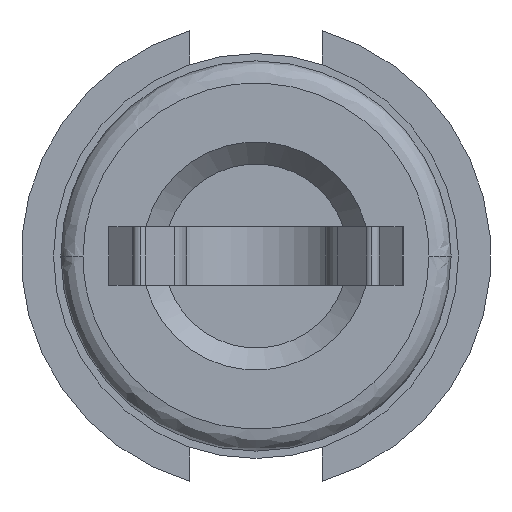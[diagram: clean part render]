
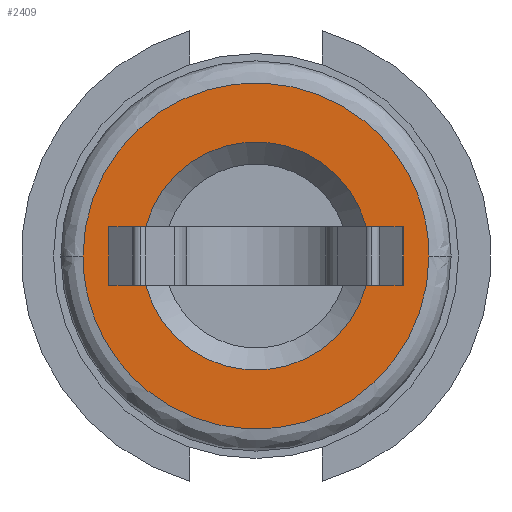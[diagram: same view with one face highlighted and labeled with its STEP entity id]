
A CAD part, left-side view. The second image highlights one B-rep face of the part: STEP entity #2409.
In plain terms, the highlighted planar face has unit normal (-1, 0, 0).
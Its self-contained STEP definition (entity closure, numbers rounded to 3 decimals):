
#11 = LINE ( 'NONE', #1151, #602 ) ;
#61 = VECTOR ( 'NONE', #922, 1000. ) ;
#75 = DIRECTION ( 'NONE',  ( -1., 0., 0. ) ) ;
#164 = CARTESIAN_POINT ( 'NONE',  ( 0., 2.35, 4.7 ) ) ;
#181 = CARTESIAN_POINT ( 'NONE',  ( 0., 2.35, 0. ) ) ;
#191 = CARTESIAN_POINT ( 'NONE',  ( 0., -2.35, 0. ) ) ;
#212 = ORIENTED_EDGE ( 'NONE', *, *, #3267, .F. ) ;
#228 = CARTESIAN_POINT ( 'NONE',  ( 0., 2., 0.4 ) ) ;
#257 = EDGE_CURVE ( 'NONE', #3169, #2716, #642, .T. ) ;
#267 = DIRECTION ( 'NONE',  ( 1., 0., 0. ) ) ;
#298 = CARTESIAN_POINT ( 'NONE',  ( 0., 0., 0. ) ) ;
#332 = AXIS2_PLACEMENT_3D ( 'NONE', #2197, #2699, #886 ) ;
#344 = CIRCLE ( 'NONE', #332, 1.55 ) ;
#364 = EDGE_CURVE ( 'NONE', #3000, #3118, #11, .T. ) ;
#379 = ORIENTED_EDGE ( 'NONE', *, *, #257, .F. ) ;
#438 = CARTESIAN_POINT ( 'NONE',  ( 0., 2.35, 0. ) ) ;
#495 = LINE ( 'NONE', #699, #736 ) ;
#530 = EDGE_CURVE ( 'NONE', #1981, #610, #2967, .T. ) ;
#602 = VECTOR ( 'NONE', #2662, 1000. ) ;
#610 = VERTEX_POINT ( 'NONE', #751 ) ;
#642 = LINE ( 'NONE', #2375, #3337 ) ;
#659 = CARTESIAN_POINT ( 'NONE',  ( 0., -2.35, -4.7 ) ) ;
#699 = CARTESIAN_POINT ( 'NONE',  ( 0., 2., 0.4 ) ) ;
#709 = AXIS2_PLACEMENT_3D ( 'NONE', #1643, #75, #1616 ) ;
#718 = AXIS2_PLACEMENT_3D ( 'NONE', #298, #267, #3145 ) ;
#736 = VECTOR ( 'NONE', #2490, 1000. ) ;
#741 = ORIENTED_EDGE ( 'NONE', *, *, #2065, .F. ) ;
#751 = CARTESIAN_POINT ( 'NONE',  ( 0., -2., 0.4 ) ) ;
#825 = CARTESIAN_POINT ( 'NONE',  ( 0., 1.497, 0.4 ) ) ;
#843 = CARTESIAN_POINT ( 'NONE',  ( 0., 2., -0.4 ) ) ;
#886 = DIRECTION ( 'NONE',  ( 0., -1., 0. ) ) ;
#897 = CARTESIAN_POINT ( 'NONE',  ( 0., -2., 0. ) ) ;
#921 = VERTEX_POINT ( 'NONE', #1758 ) ;
#922 = DIRECTION ( 'NONE',  ( 0., 0., 1. ) ) ;
#1018 = CARTESIAN_POINT ( 'NONE',  ( 0., -1.497, -0.4 ) ) ;
#1151 = CARTESIAN_POINT ( 'NONE',  ( 0., 2., -0.4 ) ) ;
#1306 = ORIENTED_EDGE ( 'NONE', *, *, #2173, .F. ) ;
#1326 = PLANE ( 'NONE',  #718 ) ;
#1338 = DIRECTION ( 'NONE',  ( 0., 0., -1. ) ) ;
#1451 = CARTESIAN_POINT ( 'NONE',  ( 0., 2.35, 0. ) ) ;
#1472 = CARTESIAN_POINT ( 'NONE',  ( 0., 2., 0.4 ) ) ;
#1549 =( BOUNDED_CURVE ( )  B_SPLINE_CURVE ( 3, ( #438, #164, #3309, #2019 ),
 .UNSPECIFIED., .F., .F. ) 
 B_SPLINE_CURVE_WITH_KNOTS ( ( 4, 4 ),
 ( 0., 1. ),
 .UNSPECIFIED. ) 
 CURVE ( )  GEOMETRIC_REPRESENTATION_ITEM ( )  RATIONAL_B_SPLINE_CURVE ( ( 1., 0.333, 0.333, 1. ) ) 
 REPRESENTATION_ITEM ( '' )  );
#1574 = FACE_BOUND ( 'NONE', #1594, .T. ) ;
#1594 = EDGE_LOOP ( 'NONE', ( #2763, #3090, #741, #2779, #212, #2674, #379, #3232 ) ) ;
#1616 = DIRECTION ( 'NONE',  ( 0., -1., 0. ) ) ;
#1618 = EDGE_LOOP ( 'NONE', ( #1306, #2434 ) ) ;
#1643 = CARTESIAN_POINT ( 'NONE',  ( 0., 0., 0. ) ) ;
#1669 = VECTOR ( 'NONE', #1735, 1000. ) ;
#1709 = VERTEX_POINT ( 'NONE', #181 ) ;
#1735 = DIRECTION ( 'NONE',  ( 0., -1., 0. ) ) ;
#1758 = CARTESIAN_POINT ( 'NONE',  ( 0., -2.35, 0. ) ) ;
#1941 = EDGE_CURVE ( 'NONE', #1981, #1961, #344, .T. ) ;
#1961 = VERTEX_POINT ( 'NONE', #825 ) ;
#1981 = VERTEX_POINT ( 'NONE', #2963 ) ;
#2019 = CARTESIAN_POINT ( 'NONE',  ( 0., -2.35, 0. ) ) ;
#2063 = DIRECTION ( 'NONE',  ( 0., 1., 0. ) ) ;
#2065 = EDGE_CURVE ( 'NONE', #3000, #610, #2445, .T. ) ;
#2134 =( BOUNDED_CURVE ( )  B_SPLINE_CURVE ( 3, ( #191, #659, #2505, #1451 ),
 .UNSPECIFIED., .F., .F. ) 
 B_SPLINE_CURVE_WITH_KNOTS ( ( 4, 4 ),
 ( 0., 1. ),
 .UNSPECIFIED. ) 
 CURVE ( )  GEOMETRIC_REPRESENTATION_ITEM ( )  RATIONAL_B_SPLINE_CURVE ( ( 1., 0.333, 0.333, 1. ) ) 
 REPRESENTATION_ITEM ( '' )  );
#2173 = EDGE_CURVE ( 'NONE', #921, #1709, #2134, .T. ) ;
#2197 = CARTESIAN_POINT ( 'NONE',  ( 0., 0., 0. ) ) ;
#2375 = CARTESIAN_POINT ( 'NONE',  ( 0., 2., 0. ) ) ;
#2409 = ADVANCED_FACE ( 'NONE', ( #3075, #1574 ), #1326, .F. ) ;
#2434 = ORIENTED_EDGE ( 'NONE', *, *, #3050, .F. ) ;
#2442 = CIRCLE ( 'NONE', #709, 1.55 ) ;
#2445 = LINE ( 'NONE', #897, #61 ) ;
#2485 = LINE ( 'NONE', #2582, #3027 ) ;
#2490 = DIRECTION ( 'NONE',  ( 0., -1., 0. ) ) ;
#2505 = CARTESIAN_POINT ( 'NONE',  ( 0., 2.35, -4.7 ) ) ;
#2582 = CARTESIAN_POINT ( 'NONE',  ( 0., 2., -0.4 ) ) ;
#2593 = EDGE_CURVE ( 'NONE', #2882, #2716, #2485, .T. ) ;
#2662 = DIRECTION ( 'NONE',  ( 0., 1., 0. ) ) ;
#2674 = ORIENTED_EDGE ( 'NONE', *, *, #2593, .T. ) ;
#2680 = CARTESIAN_POINT ( 'NONE',  ( 0., -2., -0.4 ) ) ;
#2699 = DIRECTION ( 'NONE',  ( -1., 0., 0. ) ) ;
#2716 = VERTEX_POINT ( 'NONE', #843 ) ;
#2763 = ORIENTED_EDGE ( 'NONE', *, *, #1941, .F. ) ;
#2779 = ORIENTED_EDGE ( 'NONE', *, *, #364, .T. ) ;
#2882 = VERTEX_POINT ( 'NONE', #3241 ) ;
#2963 = CARTESIAN_POINT ( 'NONE',  ( 0., -1.497, 0.4 ) ) ;
#2967 = LINE ( 'NONE', #1472, #1669 ) ;
#3000 = VERTEX_POINT ( 'NONE', #2680 ) ;
#3027 = VECTOR ( 'NONE', #2063, 1000. ) ;
#3050 = EDGE_CURVE ( 'NONE', #1709, #921, #1549, .T. ) ;
#3075 = FACE_OUTER_BOUND ( 'NONE', #1618, .T. ) ;
#3090 = ORIENTED_EDGE ( 'NONE', *, *, #530, .T. ) ;
#3102 = EDGE_CURVE ( 'NONE', #3169, #1961, #495, .T. ) ;
#3118 = VERTEX_POINT ( 'NONE', #1018 ) ;
#3145 = DIRECTION ( 'NONE',  ( 0., 1., 0. ) ) ;
#3169 = VERTEX_POINT ( 'NONE', #228 ) ;
#3232 = ORIENTED_EDGE ( 'NONE', *, *, #3102, .T. ) ;
#3241 = CARTESIAN_POINT ( 'NONE',  ( 0., 1.497, -0.4 ) ) ;
#3267 = EDGE_CURVE ( 'NONE', #2882, #3118, #2442, .T. ) ;
#3309 = CARTESIAN_POINT ( 'NONE',  ( 0., -2.35, 4.7 ) ) ;
#3337 = VECTOR ( 'NONE', #1338, 1000. ) ;
